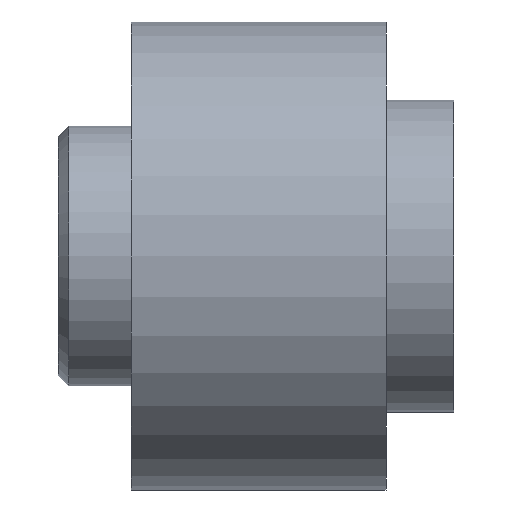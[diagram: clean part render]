
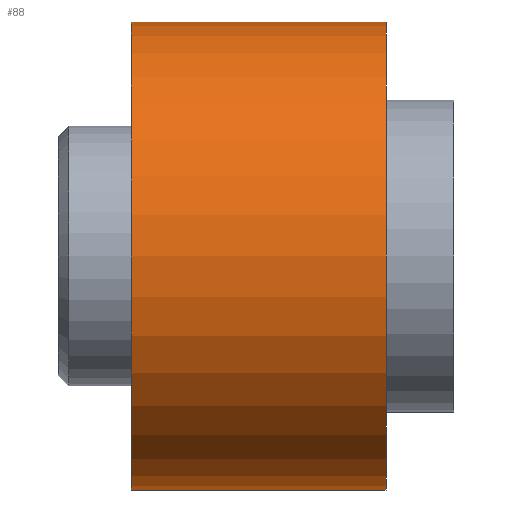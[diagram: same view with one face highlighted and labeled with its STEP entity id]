
A CAD part, front view. The second image highlights one B-rep face of the part: STEP entity #88.
In plain terms, the highlighted cylindrical face has radius 2.25 mm (diameter 4.5 mm), a partial arc.
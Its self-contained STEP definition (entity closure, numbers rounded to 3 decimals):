
#15 = VERTEX_POINT ( 'NONE', #23 ) ;
#16 = DIRECTION ( 'NONE',  ( 0., 0., 1. ) ) ;
#23 = CARTESIAN_POINT ( 'NONE',  ( -2.45, 0., -2.25 ) ) ;
#41 = AXIS2_PLACEMENT_3D ( 'NONE', #357, #465, #16 ) ;
#61 = VERTEX_POINT ( 'NONE', #298 ) ;
#72 = DIRECTION ( 'NONE',  ( -1., 0., 0. ) ) ;
#88 = ADVANCED_FACE ( 'NONE', ( #446 ), #106, .T. ) ;
#93 = DIRECTION ( 'NONE',  ( -1., 0., 0. ) ) ;
#94 = EDGE_LOOP ( 'NONE', ( #426, #251, #474, #125 ) ) ;
#106 = CYLINDRICAL_SURFACE ( 'NONE', #183, 2.25 ) ;
#109 = CARTESIAN_POINT ( 'NONE',  ( 0.84, 0., 0. ) ) ;
#125 = ORIENTED_EDGE ( 'NONE', *, *, #490, .T. ) ;
#135 = LINE ( 'NONE', #287, #403 ) ;
#183 = AXIS2_PLACEMENT_3D ( 'NONE', #109, #72, #223 ) ;
#190 = CARTESIAN_POINT ( 'NONE',  ( 0., 0., -2.25 ) ) ;
#195 = DIRECTION ( 'NONE',  ( 0., 0., 1. ) ) ;
#208 = VECTOR ( 'NONE', #257, 1000. ) ;
#223 = DIRECTION ( 'NONE',  ( 0., 0., 1. ) ) ;
#237 = EDGE_CURVE ( 'NONE', #405, #321, #453, .T. ) ;
#251 = ORIENTED_EDGE ( 'NONE', *, *, #237, .T. ) ;
#257 = DIRECTION ( 'NONE',  ( -1., 0., 0. ) ) ;
#262 = DIRECTION ( 'NONE',  ( 1., 0., 0. ) ) ;
#263 = CIRCLE ( 'NONE', #478, 2.25 ) ;
#266 = CARTESIAN_POINT ( 'NONE',  ( 0.84, 0., 2.25 ) ) ;
#287 = CARTESIAN_POINT ( 'NONE',  ( 0.84, 0., -2.25 ) ) ;
#298 = CARTESIAN_POINT ( 'NONE',  ( -2.45, 0., 2.25 ) ) ;
#321 = VERTEX_POINT ( 'NONE', #469 ) ;
#327 = EDGE_CURVE ( 'NONE', #405, #15, #135, .T. ) ;
#357 = CARTESIAN_POINT ( 'NONE',  ( 0., 0., 0. ) ) ;
#399 = CARTESIAN_POINT ( 'NONE',  ( -2.45, 0., 0. ) ) ;
#403 = VECTOR ( 'NONE', #93, 1000. ) ;
#405 = VERTEX_POINT ( 'NONE', #190 ) ;
#426 = ORIENTED_EDGE ( 'NONE', *, *, #327, .F. ) ;
#438 = LINE ( 'NONE', #266, #208 ) ;
#446 = FACE_OUTER_BOUND ( 'NONE', #94, .T. ) ;
#453 = CIRCLE ( 'NONE', #41, 2.25 ) ;
#465 = DIRECTION ( 'NONE',  ( -1., 0., 0. ) ) ;
#469 = CARTESIAN_POINT ( 'NONE',  ( 0., 0., 2.25 ) ) ;
#474 = ORIENTED_EDGE ( 'NONE', *, *, #479, .T. ) ;
#478 = AXIS2_PLACEMENT_3D ( 'NONE', #399, #262, #195 ) ;
#479 = EDGE_CURVE ( 'NONE', #321, #61, #438, .T. ) ;
#490 = EDGE_CURVE ( 'NONE', #61, #15, #263, .T. ) ;
